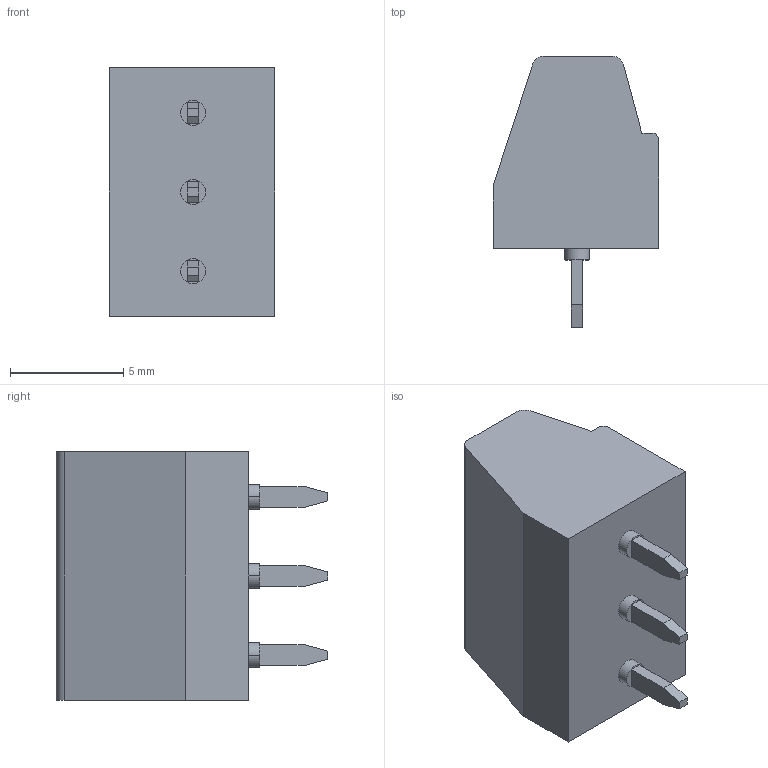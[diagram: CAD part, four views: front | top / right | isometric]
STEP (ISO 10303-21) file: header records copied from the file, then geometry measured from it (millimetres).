
FILE_DESCRIPTION(('STEP AP214'),'1');
FILE_NAME('70353623.stp','2018-08-06T09:03:50',('TraceParts'),('TraceParts S.A.'),'Spatial InterOp 3D',' ',' ');
FILE_SCHEMA(('automotive_design'));
Length unit declared in the file: millimetre
Products named in the file (1): 70353623
Bounding box: 7.3 x 12 x 11 mm (x, y, z)
Volume: 533.4 mm3; surface area: 563.3 mm2
Topology: 1 solids, 1 shells, 174 faces, 435 edges, 282 vertices
Faces by surface type: plane 122, cylinder 52
Entity records: 6591 total; most frequent: DIRECTION 913, CARTESIAN_POINT 892, ORIENTED_EDGE 870, EDGE_CURVE 435, LINE 307, VECTOR 307, AXIS2_PLACEMENT_3D 303, VERTEX_POINT 282
